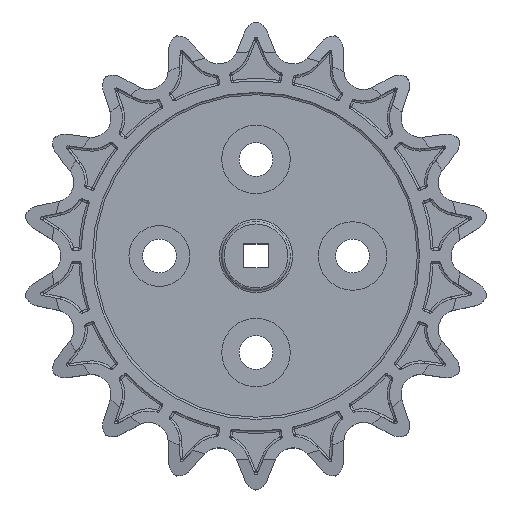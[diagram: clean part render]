
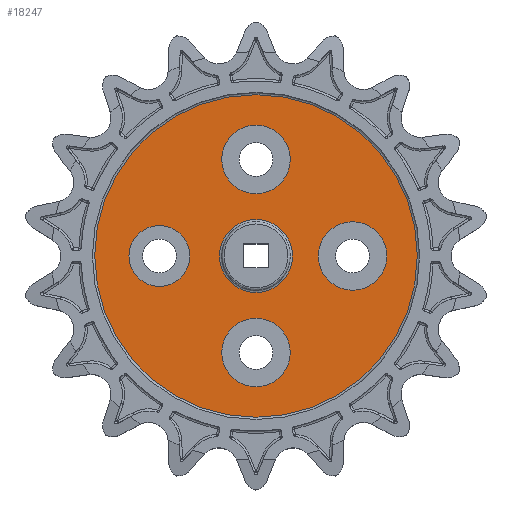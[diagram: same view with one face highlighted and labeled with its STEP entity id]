
A CAD part, top view. The second image highlights one B-rep face of the part: STEP entity #18247.
In plain terms, the highlighted planar face has unit normal (0, 0, 1).
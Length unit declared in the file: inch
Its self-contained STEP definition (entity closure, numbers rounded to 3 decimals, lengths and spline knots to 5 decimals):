
#32=FACE_BOUND('',#5792,.T.);
#33=FACE_BOUND('',#5793,.T.);
#34=FACE_BOUND('',#5794,.T.);
#35=FACE_BOUND('',#5795,.T.);
#36=FACE_BOUND('',#5796,.T.);
#306=PLANE('',#20622);
#4654=FACE_OUTER_BOUND('',#5791,.T.);
#5791=EDGE_LOOP('',(#17007));
#5792=EDGE_LOOP('',(#17008));
#5793=EDGE_LOOP('',(#17009));
#5794=EDGE_LOOP('',(#17010));
#5795=EDGE_LOOP('',(#17011));
#5796=EDGE_LOOP('',(#17012,#17013));
#7060=CIRCLE('',#20609,0.83465);
#7061=CIRCLE('',#20611,0.15748);
#7062=CIRCLE('',#20613,0.17717);
#7063=CIRCLE('',#20615,0.17717);
#7064=CIRCLE('',#20617,0.17717);
#7066=CIRCLE('',#20620,0.18898);
#7067=CIRCLE('',#20621,0.18898);
#8718=VERTEX_POINT('',#40086);
#8719=VERTEX_POINT('',#40090);
#8720=VERTEX_POINT('',#40094);
#8721=VERTEX_POINT('',#40098);
#8722=VERTEX_POINT('',#40102);
#8723=VERTEX_POINT('',#40106);
#8724=VERTEX_POINT('',#40108);
#11476=EDGE_CURVE('',#8718,#8718,#7060,.T.);
#11477=EDGE_CURVE('',#8719,#8719,#7061,.T.);
#11479=EDGE_CURVE('',#8720,#8720,#7062,.T.);
#11481=EDGE_CURVE('',#8721,#8721,#7063,.T.);
#11483=EDGE_CURVE('',#8722,#8722,#7064,.T.);
#11486=EDGE_CURVE('',#8723,#8724,#7066,.T.);
#11487=EDGE_CURVE('',#8724,#8723,#7067,.T.);
#17007=ORIENTED_EDGE('',*,*,#11476,.F.);
#17008=ORIENTED_EDGE('',*,*,#11483,.F.);
#17009=ORIENTED_EDGE('',*,*,#11481,.F.);
#17010=ORIENTED_EDGE('',*,*,#11479,.F.);
#17011=ORIENTED_EDGE('',*,*,#11477,.F.);
#17012=ORIENTED_EDGE('',*,*,#11487,.F.);
#17013=ORIENTED_EDGE('',*,*,#11486,.F.);
#18247=ADVANCED_FACE('',(#4654,#32,#33,#34,#35,#36),#306,.F.);
#20609=AXIS2_PLACEMENT_3D('',#40088,#26303,#26304);
#20611=AXIS2_PLACEMENT_3D('',#40091,#26307,#26308);
#20613=AXIS2_PLACEMENT_3D('',#40095,#26312,#26313);
#20615=AXIS2_PLACEMENT_3D('',#40099,#26317,#26318);
#20617=AXIS2_PLACEMENT_3D('',#40103,#26322,#26323);
#20620=AXIS2_PLACEMENT_3D('',#40109,#26329,#26330);
#20621=AXIS2_PLACEMENT_3D('',#40110,#26331,#26332);
#20622=AXIS2_PLACEMENT_3D('',#40111,#26333,#26334);
#26303=DIRECTION('center_axis',(0.,0.,
-1.));
#26304=DIRECTION('ref_axis',(1.,0.,0.));
#26307=DIRECTION('center_axis',(0.,0.,1.));
#26308=DIRECTION('ref_axis',(-1.,0.,0.));
#26312=DIRECTION('center_axis',(0.,0.,1.));
#26313=DIRECTION('ref_axis',(-1.,0.,0.));
#26317=DIRECTION('center_axis',(0.,0.,1.));
#26318=DIRECTION('ref_axis',(-1.,0.,0.));
#26322=DIRECTION('center_axis',(0.,0.,1.));
#26323=DIRECTION('ref_axis',(-1.,0.,0.));
#26329=DIRECTION('center_axis',(0.,0.,
1.));
#26330=DIRECTION('ref_axis',(1.,0.,0.));
#26331=DIRECTION('center_axis',(0.,0.,
1.));
#26332=DIRECTION('ref_axis',(1.,0.,0.));
#26333=DIRECTION('center_axis',(0.,0.,-1.));
#26334=DIRECTION('ref_axis',(-1.,0.,0.));
#40086=CARTESIAN_POINT('',(0.83465,0.,0.03937));
#40088=CARTESIAN_POINT('Origin',(0.,0.,0.03937));
#40090=CARTESIAN_POINT('',(-0.34252,0.,0.03937));
#40091=CARTESIAN_POINT('Origin',(-0.5,0.,0.03937));
#40094=CARTESIAN_POINT('',(0.17717,0.5,0.03937));
#40095=CARTESIAN_POINT('Origin',(0.,0.5,0.03937));
#40098=CARTESIAN_POINT('',(0.67717,0.,0.03937));
#40099=CARTESIAN_POINT('Origin',(0.5,0.,0.03937));
#40102=CARTESIAN_POINT('',(0.17717,-0.5,0.03937));
#40103=CARTESIAN_POINT('Origin',(0.,-0.5,0.03937));
#40106=CARTESIAN_POINT('',(-0.18898,0.,0.03937));
#40108=CARTESIAN_POINT('',(0.18898,0.,0.03937));
#40109=CARTESIAN_POINT('Origin',(0.,0.,
0.03937));
#40110=CARTESIAN_POINT('Origin',(0.,0.,
0.03937));
#40111=CARTESIAN_POINT('Origin',(0.,0.,0.03937));
